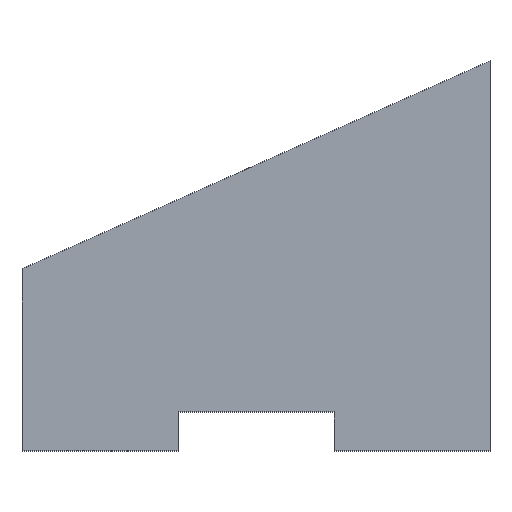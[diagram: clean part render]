
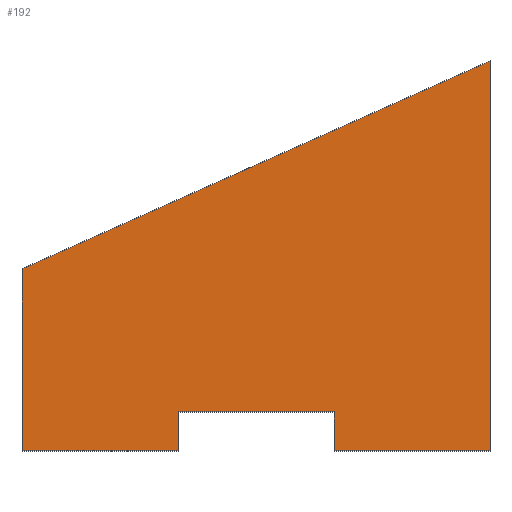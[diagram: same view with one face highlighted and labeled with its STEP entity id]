
A CAD part, top view. The second image highlights one B-rep face of the part: STEP entity #192.
In plain terms, the highlighted planar face has unit normal (0, 0, 1).
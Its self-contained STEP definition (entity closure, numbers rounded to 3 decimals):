
#26=FACE_OUTER_BOUND('',#36,.T.);
#36=EDGE_LOOP('',(#165,#166,#167,#168,#169,#170,#171,#172));
#45=LINE('',#293,#69);
#48=LINE('',#298,#72);
#50=LINE('',#302,#74);
#52=LINE('',#306,#76);
#54=LINE('',#310,#78);
#56=LINE('',#314,#80);
#58=LINE('',#318,#82);
#60=LINE('',#321,#84);
#69=VECTOR('',#240,10.);
#72=VECTOR('',#245,10.);
#74=VECTOR('',#249,10.);
#76=VECTOR('',#253,10.);
#78=VECTOR('',#257,10.);
#80=VECTOR('',#261,10.);
#82=VECTOR('',#265,10.);
#84=VECTOR('',#269,10.);
#93=VERTEX_POINT('',#291);
#94=VERTEX_POINT('',#292);
#95=VERTEX_POINT('',#297);
#96=VERTEX_POINT('',#301);
#97=VERTEX_POINT('',#305);
#98=VERTEX_POINT('',#309);
#99=VERTEX_POINT('',#313);
#100=VERTEX_POINT('',#317);
#109=EDGE_CURVE('',#93,#94,#45,.T.);
#112=EDGE_CURVE('',#94,#95,#48,.T.);
#114=EDGE_CURVE('',#95,#96,#50,.T.);
#116=EDGE_CURVE('',#96,#97,#52,.T.);
#118=EDGE_CURVE('',#97,#98,#54,.T.);
#120=EDGE_CURVE('',#98,#99,#56,.T.);
#122=EDGE_CURVE('',#99,#100,#58,.T.);
#124=EDGE_CURVE('',#100,#93,#60,.T.);
#165=ORIENTED_EDGE('',*,*,#109,.F.);
#166=ORIENTED_EDGE('',*,*,#124,.F.);
#167=ORIENTED_EDGE('',*,*,#122,.F.);
#168=ORIENTED_EDGE('',*,*,#120,.F.);
#169=ORIENTED_EDGE('',*,*,#118,.F.);
#170=ORIENTED_EDGE('',*,*,#116,.F.);
#171=ORIENTED_EDGE('',*,*,#114,.F.);
#172=ORIENTED_EDGE('',*,*,#112,.F.);
#182=PLANE('',#225);
#192=ADVANCED_FACE('',(#26),#182,.T.);
#225=AXIS2_PLACEMENT_3D('',#322,#270,#271);
#240=DIRECTION('',(0.,1.,0.));
#245=DIRECTION('',(-1.,0.,0.));
#249=DIRECTION('',(0.,-1.,0.));
#253=DIRECTION('',(-1.,0.,0.));
#257=DIRECTION('',(0.,1.,0.));
#261=DIRECTION('',(0.914,0.406,0.));
#265=DIRECTION('',(0.,-1.,0.));
#269=DIRECTION('',(-1.,0.,0.));
#270=DIRECTION('center_axis',(0.,0.,1.));
#271=DIRECTION('ref_axis',(1.,0.,0.));
#291=CARTESIAN_POINT('',(3.,0.,4.));
#292=CARTESIAN_POINT('',(3.,1.5,4.));
#293=CARTESIAN_POINT('',(3.,0.,4.));
#297=CARTESIAN_POINT('',(-3.,1.5,4.));
#298=CARTESIAN_POINT('',(3.,1.5,4.));
#301=CARTESIAN_POINT('',(-3.,0.,4.));
#302=CARTESIAN_POINT('',(-3.,1.5,4.));
#305=CARTESIAN_POINT('',(-9.,0.,4.));
#306=CARTESIAN_POINT('',(-3.,0.,4.));
#309=CARTESIAN_POINT('',(-9.,7.,4.));
#310=CARTESIAN_POINT('',(-9.,0.,4.));
#313=CARTESIAN_POINT('',(9.,15.,4.));
#314=CARTESIAN_POINT('',(-9.,7.,4.));
#317=CARTESIAN_POINT('',(9.,0.,4.));
#318=CARTESIAN_POINT('',(9.,15.,4.));
#321=CARTESIAN_POINT('',(9.,0.,4.));
#322=CARTESIAN_POINT('Origin',(1.148,5.82,4.));
